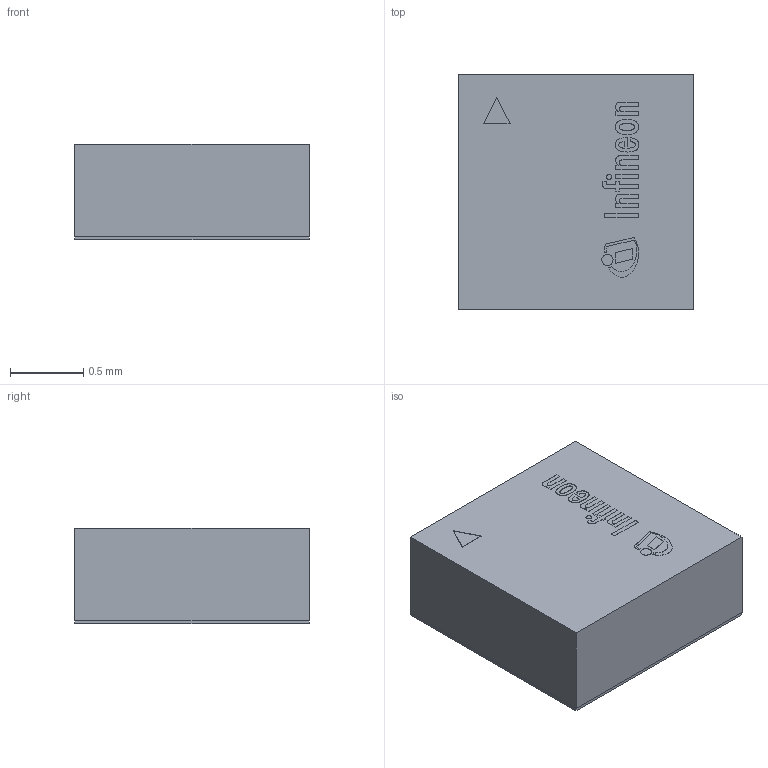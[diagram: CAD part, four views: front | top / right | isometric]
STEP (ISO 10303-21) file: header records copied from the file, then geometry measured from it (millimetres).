
FILE_DESCRIPTION(/* description */ (''),/* implementation_level */ '2;1');
FILE_NAME(/* name */ 'PG-ATSLP-12-12_Z8B00184976_V01_3D.stp',/* time_stamp */ '2021-07-09T19:11:05+06:00',/* author */ ('janartha'),/* organization */ (''),/* preprocessor_version */ 'ST-DEVELOPER v16.13',/* originating_system */ 'AutoCAD Mechanical',/* authorisation */ '');
FILE_SCHEMA (('AUTOMOTIVE_DESIGN { 1 0 10303 214 3 1 1 }'));
Length unit declared in the file: millimetre
Products named in the file (1): Product
Bounding box: 1.6 x 1.6 x 0.65 mm (x, y, z)
Volume: 1.7 mm3; surface area: 15 mm2
Topology: 28 solids, 28 shells, 371 faces, 944 edges, 630 vertices
Faces by surface type: plane 234, cylinder 137
Full cylindrical faces by diameter (mm): 0.037 x1, 0.076 x1
Entity records: 11281 total; most frequent: DIRECTION 1958, CARTESIAN_POINT 1940, ORIENTED_EDGE 1880, EDGE_CURVE 940, LINE 666, VECTOR 666, AXIS2_PLACEMENT_3D 646, VERTEX_POINT 628
